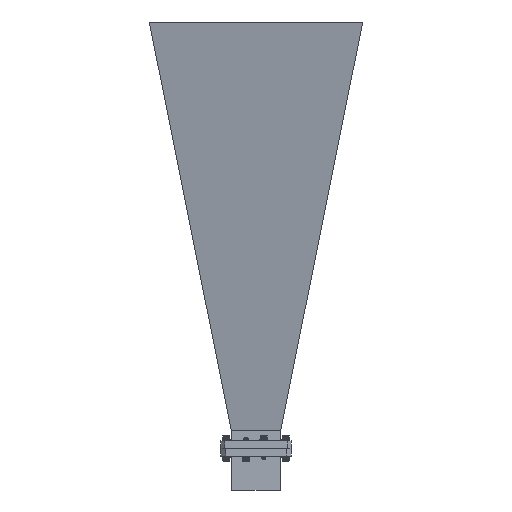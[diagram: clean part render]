
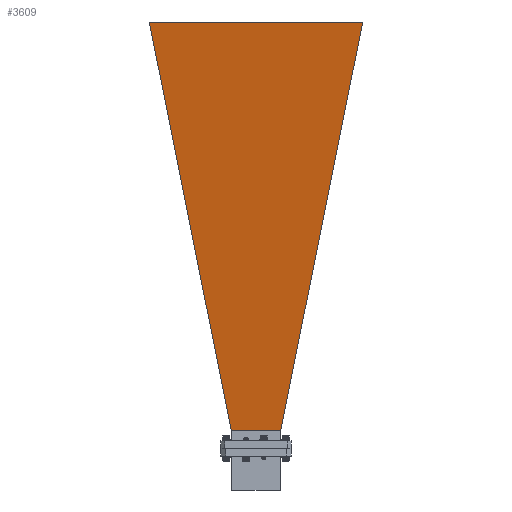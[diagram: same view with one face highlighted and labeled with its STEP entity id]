
A CAD part, front view. The second image highlights one B-rep face of the part: STEP entity #3609.
In plain terms, the highlighted face is planar.
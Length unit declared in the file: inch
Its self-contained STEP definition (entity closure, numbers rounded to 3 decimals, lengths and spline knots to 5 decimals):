
#795 = VERTEX_POINT ( 'NONE', #6095 ) ;
#1444 = ORIENTED_EDGE ( 'NONE', *, *, #12748, .T. ) ;
#2121 = VERTEX_POINT ( 'NONE', #4175 ) ;
#2210 = VECTOR ( 'NONE', #4752, 39.37008 ) ;
#2762 = VERTEX_POINT ( 'NONE', #11296 ) ;
#3289 = ORIENTED_EDGE ( 'NONE', *, *, #5856, .T. ) ;
#3609 = ADVANCED_FACE ( 'NONE', ( #13810 ), #5986, .T. ) ;
#3809 = DIRECTION ( 'NONE',  ( -0.161, 0., 0.987 ) ) ;
#4175 = CARTESIAN_POINT ( 'NONE',  ( -0.42911, 0.80257, 1.95891 ) ) ;
#4685 = CARTESIAN_POINT ( 'NONE',  ( -2.60136, 0., 15.23879 ) ) ;
#4752 = DIRECTION ( 'NONE',  ( 0., 1., 0. ) ) ;
#5454 = CARTESIAN_POINT ( 'NONE',  ( -2.60136, 3.46539, 15.23879 ) ) ;
#5823 = AXIS2_PLACEMENT_3D ( 'NONE', #9528, #11778, #3809 ) ;
#5840 = CARTESIAN_POINT ( 'NONE',  ( -0.42911, -0.80257, 1.95891 ) ) ;
#5856 = EDGE_CURVE ( 'NONE', #2762, #7423, #8178, .T. ) ;
#5986 = PLANE ( 'NONE',  #5823 ) ;
#6095 = CARTESIAN_POINT ( 'NONE',  ( -0.42911, -0.80257, 1.95891 ) ) ;
#6815 = DIRECTION ( 'NONE',  ( 0., -1., 0. ) ) ;
#6907 = ORIENTED_EDGE ( 'NONE', *, *, #13344, .T. ) ;
#7253 = LINE ( 'NONE', #7379, #13595 ) ;
#7379 = CARTESIAN_POINT ( 'NONE',  ( -2.60136, 3.46539, 15.23879 ) ) ;
#7423 = VERTEX_POINT ( 'NONE', #5454 ) ;
#8178 = LINE ( 'NONE', #4685, #2210 ) ;
#8608 = VECTOR ( 'NONE', #6815, 39.37008 ) ;
#9115 = DIRECTION ( 'NONE',  ( -0.158, -0.194, 0.968 ) ) ;
#9528 = CARTESIAN_POINT ( 'NONE',  ( -1.5129, 0., 8.58458 ) ) ;
#9679 = DIRECTION ( 'NONE',  ( 0.158, -0.194, -0.968 ) ) ;
#9713 = ORIENTED_EDGE ( 'NONE', *, *, #12543, .T. ) ;
#11296 = CARTESIAN_POINT ( 'NONE',  ( -2.60136, -3.46539, 15.23879 ) ) ;
#11367 = EDGE_LOOP ( 'NONE', ( #9713, #3289, #1444, #6907 ) ) ;
#11556 = CARTESIAN_POINT ( 'NONE',  ( -0.42911, 0., 1.95891 ) ) ;
#11557 = LINE ( 'NONE', #5840, #13144 ) ;
#11778 = DIRECTION ( 'NONE',  ( -0.987, 0., -0.161 ) ) ;
#12543 = EDGE_CURVE ( 'NONE', #795, #2762, #11557, .T. ) ;
#12748 = EDGE_CURVE ( 'NONE', #7423, #2121, #7253, .T. ) ;
#13144 = VECTOR ( 'NONE', #9115, 39.37008 ) ;
#13344 = EDGE_CURVE ( 'NONE', #2121, #795, #13589, .T. ) ;
#13589 = LINE ( 'NONE', #11556, #8608 ) ;
#13595 = VECTOR ( 'NONE', #9679, 39.37008 ) ;
#13810 = FACE_OUTER_BOUND ( 'NONE', #11367, .T. ) ;
